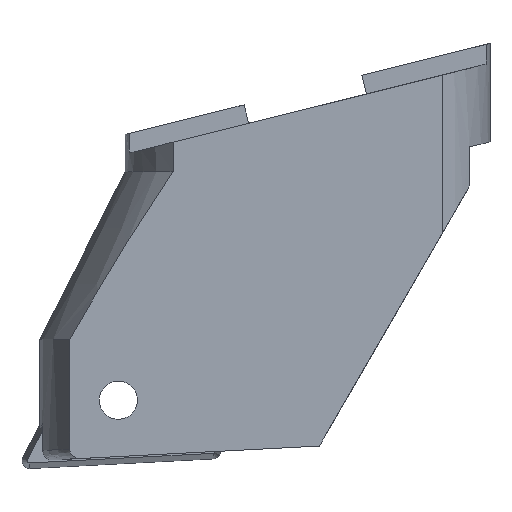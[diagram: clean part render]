
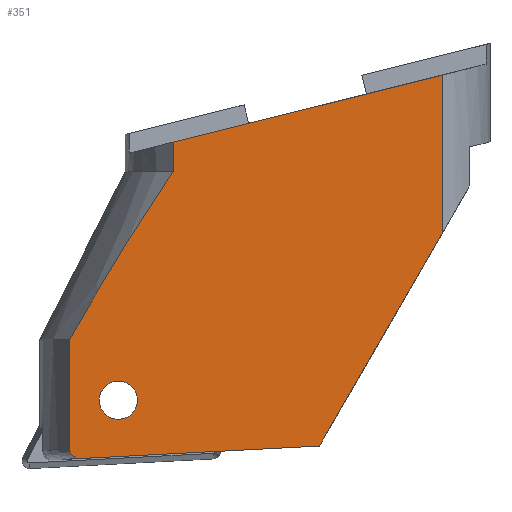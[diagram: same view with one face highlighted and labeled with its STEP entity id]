
A CAD part, front view. The second image highlights one B-rep face of the part: STEP entity #351.
In plain terms, the highlighted planar face has unit normal (0, -1, 0).
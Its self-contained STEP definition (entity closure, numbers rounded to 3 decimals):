
#296=EDGE_CURVE('240[2]',#814,#815,#816,.T.);
#313=EDGE_CURVE('240[2]',#844,#844,#845,.T.);
#351=ADVANCED_FACE('240[2]',(#900,#901),#902,.F.);
#412=EDGE_CURVE('240[2]',#815,#989,#990,.T.);
#458=EDGE_CURVE('240[2]',#757,#920,#1050,.T.);
#471=EDGE_CURVE('240[2]',#1066,#860,#1067,.T.);
#502=EDGE_CURVE('240[2]',#1104,#814,#1105,.T.);
#540=EDGE_CURVE('240[2]',#860,#1104,#1150,.T.);
#569=EDGE_CURVE('240[2]',#920,#1066,#1184,.T.);
#619=EDGE_CURVE('240[2]',#757,#989,#1244,.T.);
#757=VERTEX_POINT('NONE',#1402);
#814=VERTEX_POINT('NONE',#1499);
#815=VERTEX_POINT('NONE',#1500);
#816=LINE('',#1501,#1502);
#844=VERTEX_POINT('NONE',#1543);
#845=CIRCLE('',#1544,1.0);
#860=VERTEX_POINT('NONE',#1576);
#900=FACE_OUTER_BOUND('',#1659,.T.);
#901=FACE_BOUND('',#1660,.T.);
#902=PLANE('',#1661);
#920=VERTEX_POINT('NONE',#1685);
#989=VERTEX_POINT('NONE',#1800);
#990=LINE('',#1801,#1802);
#1050=LINE('',#1918,#1919);
#1066=VERTEX_POINT('NONE',#1940);
#1067=LINE('',#1941,#1942);
#1104=VERTEX_POINT('NONE',#2020);
#1105=LINE('',#2021,#2022);
#1150=B_SPLINE_CURVE_WITH_KNOTS('',3,(#2131,#2132,#2133,#2134,#2135,#2136),.UNSPECIFIED.,.F.,.F.,(4,2,4),(0.0,0.,0.001),.UNSPECIFIED.);
#1184=B_SPLINE_CURVE_WITH_KNOTS('',3,(#2190,#2191,#2192,#2193,#2194,#2195),.UNSPECIFIED.,.F.,.F.,(4,2,4),(0.025,0.03,0.035),.UNSPECIFIED.);
#1244=LINE('',#2290,#2291);
#1402=CARTESIAN_POINT('',(-7.043,-6.45,-5.168));
#1499=CARTESIAN_POINT('',(0.616,-6.45,-21.078));
#1500=CARTESIAN_POINT('',(7.043,-6.45,-9.946));
#1501=CARTESIAN_POINT('',(-8.466,-6.45,-36.807));
#1502=VECTOR('',#2540,1000.0);
#1543=CARTESIAN_POINT('',(-10.907,-6.45,-18.733));
#1544=AXIS2_PLACEMENT_3D('',#2559,#2560,#2561);
#1576=CARTESIAN_POINT('',(-12.459,-6.45,-21.239));
#1659=EDGE_LOOP('',(#2607,#2608,#2609,#2610,#2611,#2612,#2613,#2614));
#1660=EDGE_LOOP('',(#2615));
#1661=AXIS2_PLACEMENT_3D('',#2616,#2617,#2618);
#1685=CARTESIAN_POINT('',(-7.043,-6.45,-6.708));
#1800=CARTESIAN_POINT('',(7.043,-6.45,-1.656));
#1801=CARTESIAN_POINT('',(7.043,-6.45,0.544));
#1802=VECTOR('',#2729,1000.0);
#1918=CARTESIAN_POINT('',(-7.043,-6.45,0.68));
#1919=VECTOR('',#2774,1000.0);
#1940=CARTESIAN_POINT('',(-12.459,-6.45,-15.5));
#1941=CARTESIAN_POINT('',(-12.459,-6.45,0.68));
#1942=VECTOR('',#2796,1000.0);
#2020=CARTESIAN_POINT('',(-11.867,-6.45,-21.732));
#2021=CARTESIAN_POINT('',(-18.99,-6.45,-22.105));
#2022=VECTOR('',#2835,1000.0);
#2131=CARTESIAN_POINT('',(-12.459,-6.45,-21.239));
#2132=CARTESIAN_POINT('',(-12.459,-6.45,-21.384));
#2133=CARTESIAN_POINT('',(-12.385,-6.45,-21.522));
#2134=CARTESIAN_POINT('',(-12.158,-6.45,-21.698));
#2135=CARTESIAN_POINT('',(-12.012,-6.45,-21.739));
#2136=CARTESIAN_POINT('',(-11.867,-6.45,-21.732));
#2190=CARTESIAN_POINT('',(-7.043,-6.45,-6.708));
#2191=CARTESIAN_POINT('',(-8.023,-6.45,-8.127));
#2192=CARTESIAN_POINT('',(-8.942,-6.45,-9.582));
#2193=CARTESIAN_POINT('',(-10.733,-6.45,-12.522));
#2194=CARTESIAN_POINT('',(-11.603,-6.45,-14.007));
#2195=CARTESIAN_POINT('',(-12.459,-6.45,-15.5));
#2290=CARTESIAN_POINT('',(-23.915,-6.45,-9.374));
#2291=VECTOR('',#3047,1000.0);
#2540=DIRECTION('',(0.5,0.,0.866));
#2559=CARTESIAN_POINT('',(-9.908,-6.45,-18.68));
#2560=DIRECTION('',(0.,1.0,0.));
#2561=DIRECTION('',(-1.0,0.,0.));
#2607=ORIENTED_EDGE('',*,*,#471,.T.);
#2608=ORIENTED_EDGE('',*,*,#540,.T.);
#2609=ORIENTED_EDGE('',*,*,#502,.T.);
#2610=ORIENTED_EDGE('',*,*,#296,.T.);
#2611=ORIENTED_EDGE('',*,*,#412,.T.);
#2612=ORIENTED_EDGE('',*,*,#619,.F.);
#2613=ORIENTED_EDGE('',*,*,#458,.T.);
#2614=ORIENTED_EDGE('',*,*,#569,.T.);
#2615=ORIENTED_EDGE('',*,*,#313,.T.);
#2616=CARTESIAN_POINT('',(-18.523,-6.45,-31.0));
#2617=DIRECTION('',(0.,1.0,0.));
#2618=DIRECTION('',(1.0,0.,0.0));
#2729=DIRECTION('',(0.,0.,1.0));
#2774=DIRECTION('',(0.,0.,-1.0));
#2796=DIRECTION('',(0.,0.,-1.0));
#2835=DIRECTION('',(0.999,0.,0.052));
#3047=DIRECTION('',(0.97,0.,0.242));
